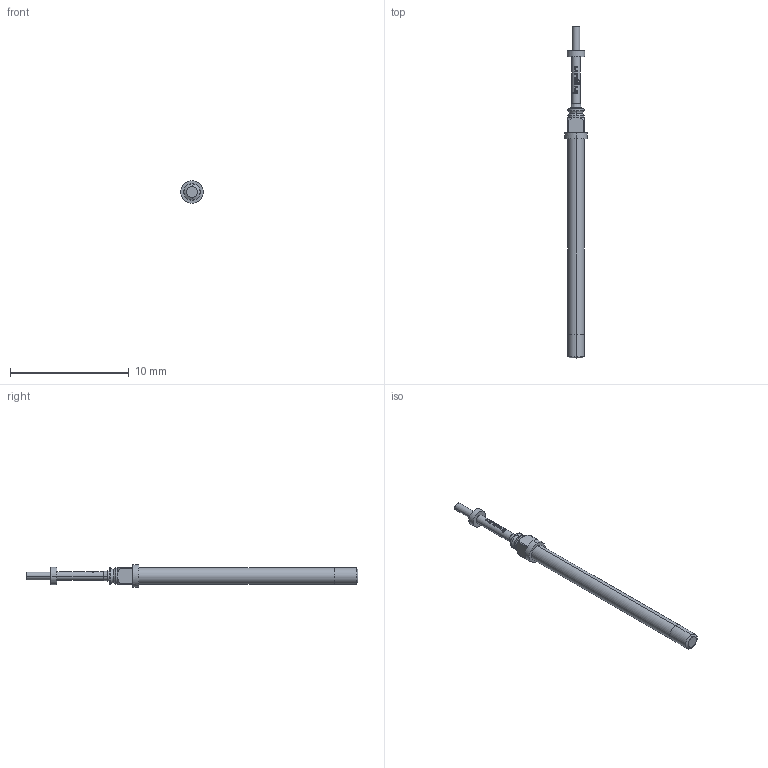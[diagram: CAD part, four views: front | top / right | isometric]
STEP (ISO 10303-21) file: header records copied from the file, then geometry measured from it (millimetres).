
FILE_DESCRIPTION (( 'STEP AP203' ), '1' );
FILE_NAME ('INGUN_T-899_302_065_210_150Axx02M.STEP', '2022-02-09T11:05:14', ( 'ochi' ), ( '' ), 'SwSTEP 2.0', 'SolidWorks 2018', '' );
FILE_SCHEMA (( 'CONFIG_CONTROL_DESIGN' ));
Length unit declared in the file: millimetre
Products named in the file (1): INGUN_T-899_302_065_210_150Axx02M
Bounding box: 1.9 x 28 x 1.9 mm (x, y, z)
Volume: 35.7 mm3; surface area: 117.7 mm2
Topology: 1 solids, 1 shells, 113 faces, 284 edges, 186 vertices
Faces by surface type: plane 57, cylinder 24, bspline 22, cone 6, torus 4
Entity records: 3749 total; most frequent: CARTESIAN_POINT 1112, ORIENTED_EDGE 568, DIRECTION 472, EDGE_CURVE 284, AXIS2_PLACEMENT_3D 188, VERTEX_POINT 186, EDGE_LOOP 126, ADVANCED_FACE 113
